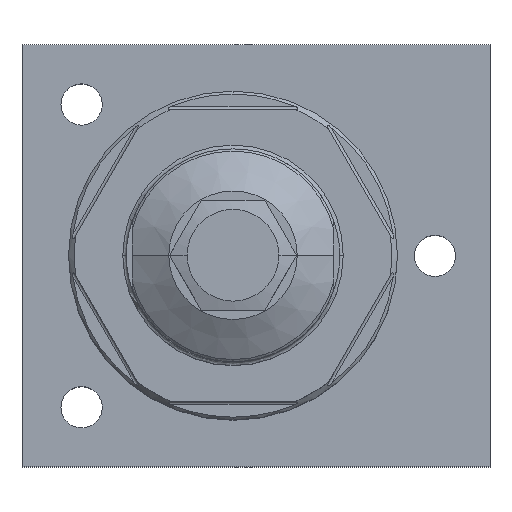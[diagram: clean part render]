
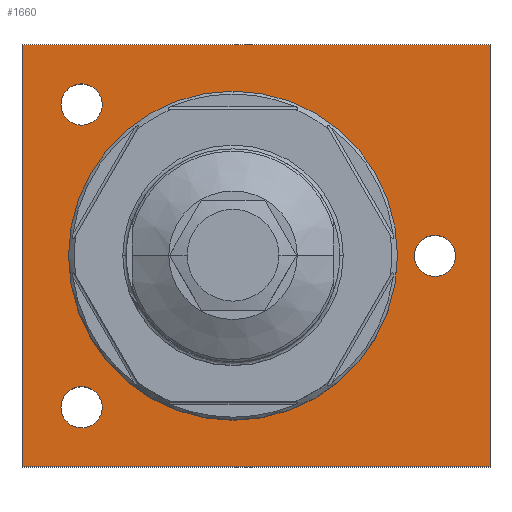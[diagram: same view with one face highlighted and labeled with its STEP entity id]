
A CAD part, top view. The second image highlights one B-rep face of the part: STEP entity #1660.
In plain terms, the highlighted planar face has unit normal (0, 0, 1).
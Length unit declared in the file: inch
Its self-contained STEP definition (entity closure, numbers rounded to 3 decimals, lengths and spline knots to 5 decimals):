
#182=DIRECTION('',(0.,1.,0.));
#183=VECTOR('',#182,2.875);
#184=CARTESIAN_POINT('',(-1.437,-1.4375,0.59));
#185=LINE('',#184,#183);
#186=CARTESIAN_POINT('',(0.,0.,0.59));
#187=DIRECTION('',(0.,0.,1.));
#188=DIRECTION('',(1.,0.,0.));
#189=AXIS2_PLACEMENT_3D('',#186,#187,#188);
#191=CARTESIAN_POINT('',(0.,0.,0.59));
#192=DIRECTION('',(0.,0.,1.));
#193=DIRECTION('',(-1.,0.,0.));
#194=AXIS2_PLACEMENT_3D('',#191,#192,#193);
#196=CARTESIAN_POINT('',(-1.031,-1.031,0.59));
#197=DIRECTION('',(0.,0.,-1.));
#198=DIRECTION('',(-1.,0.,0.));
#199=AXIS2_PLACEMENT_3D('',#196,#197,#198);
#201=CARTESIAN_POINT('',(-1.031,-1.031,0.59));
#202=DIRECTION('',(0.,0.,-1.));
#203=DIRECTION('',(1.,0.,0.));
#204=AXIS2_PLACEMENT_3D('',#201,#202,#203);
#206=CARTESIAN_POINT('',(-1.031,1.031,0.59));
#207=DIRECTION('',(0.,0.,-1.));
#208=DIRECTION('',(-1.,0.,0.));
#209=AXIS2_PLACEMENT_3D('',#206,#207,#208);
#211=CARTESIAN_POINT('',(-1.031,1.031,0.59));
#212=DIRECTION('',(0.,0.,-1.));
#213=DIRECTION('',(1.,0.,0.));
#214=AXIS2_PLACEMENT_3D('',#211,#212,#213);
#216=CARTESIAN_POINT('',(1.375,0.,0.59));
#217=DIRECTION('',(0.,0.,-1.));
#218=DIRECTION('',(-1.,0.,0.));
#219=AXIS2_PLACEMENT_3D('',#216,#217,#218);
#221=CARTESIAN_POINT('',(1.375,0.,0.59));
#222=DIRECTION('',(0.,0.,-1.));
#223=DIRECTION('',(1.,0.,0.));
#224=AXIS2_PLACEMENT_3D('',#221,#222,#223);
#234=DIRECTION('',(1.,0.,0.));
#235=VECTOR('',#234,3.187);
#236=CARTESIAN_POINT('',(-1.437,-1.4375,0.59));
#237=LINE('',#236,#235);
#254=DIRECTION('',(1.,0.,0.));
#255=VECTOR('',#254,3.187);
#256=CARTESIAN_POINT('',(-1.437,1.4375,0.59));
#257=LINE('',#256,#255);
#262=DIRECTION('',(0.,1.,0.));
#263=VECTOR('',#262,2.875);
#264=CARTESIAN_POINT('',(1.75,-1.4375,0.59));
#265=LINE('',#264,#263);
#1419=CARTESIAN_POINT('',(-1.437,-1.4375,0.59));
#1420=VERTEX_POINT('',#1419);
#1421=CARTESIAN_POINT('',(1.75,-1.4375,0.59));
#1422=VERTEX_POINT('',#1421);
#1427=CARTESIAN_POINT('',(-1.437,1.4375,0.59));
#1428=VERTEX_POINT('',#1427);
#1429=CARTESIAN_POINT('',(1.75,1.4375,0.59));
#1430=VERTEX_POINT('',#1429);
#1431=CARTESIAN_POINT('',(1.12,0.,0.59));
#1432=CARTESIAN_POINT('',(-1.12,0.,0.59));
#1433=VERTEX_POINT('',#1431);
#1434=VERTEX_POINT('',#1432);
#1439=CARTESIAN_POINT('',(-1.1715,-1.031,0.59));
#1440=CARTESIAN_POINT('',(-0.8905,-1.031,0.59));
#1441=VERTEX_POINT('',#1439);
#1442=VERTEX_POINT('',#1440);
#1447=CARTESIAN_POINT('',(-1.1715,1.031,0.59));
#1448=CARTESIAN_POINT('',(-0.8905,1.031,0.59));
#1449=VERTEX_POINT('',#1447);
#1450=VERTEX_POINT('',#1448);
#1455=CARTESIAN_POINT('',(1.2345,0.,0.59));
#1456=CARTESIAN_POINT('',(1.5155,0.,0.59));
#1457=VERTEX_POINT('',#1455);
#1458=VERTEX_POINT('',#1456);
#1623=CARTESIAN_POINT('',(-1.437,-1.4375,0.59));
#1624=DIRECTION('',(0.,0.,1.));
#1625=DIRECTION('',(1.,0.,0.));
#1626=AXIS2_PLACEMENT_3D('',#1623,#1624,#1625);
#1627=PLANE('',#1626);
#1629=ORIENTED_EDGE('',*,*,#1628,.F.);
#1631=ORIENTED_EDGE('',*,*,#1630,.T.);
#1633=ORIENTED_EDGE('',*,*,#1632,.T.);
#1635=ORIENTED_EDGE('',*,*,#1634,.F.);
#1636=EDGE_LOOP('',(#1629,#1631,#1633,#1635));
#1637=FACE_OUTER_BOUND('',#1636,.F.);
#1639=ORIENTED_EDGE('',*,*,#1638,.T.);
#1641=ORIENTED_EDGE('',*,*,#1640,.T.);
#1642=EDGE_LOOP('',(#1639,#1641));
#1643=FACE_BOUND('',#1642,.F.);
#1644=ORIENTED_EDGE('',*,*,#1603,.F.);
#1645=ORIENTED_EDGE('',*,*,#1617,.F.);
#1646=EDGE_LOOP('',(#1644,#1645));
#1647=FACE_BOUND('',#1646,.F.);
#1649=ORIENTED_EDGE('',*,*,#1648,.F.);
#1651=ORIENTED_EDGE('',*,*,#1650,.F.);
#1652=EDGE_LOOP('',(#1649,#1651));
#1653=FACE_BOUND('',#1652,.F.);
#1655=ORIENTED_EDGE('',*,*,#1654,.F.);
#1657=ORIENTED_EDGE('',*,*,#1656,.F.);
#1658=EDGE_LOOP('',(#1655,#1657));
#1659=FACE_BOUND('',#1658,.F.);
#1660=ADVANCED_FACE('',(#1637,#1643,#1647,#1653,#1659),#1627,.T.);
#190=CIRCLE('',#189,1.12);
#195=CIRCLE('',#194,1.12);
#200=CIRCLE('',#199,0.1405);
#205=CIRCLE('',#204,0.1405);
#210=CIRCLE('',#209,0.1405);
#215=CIRCLE('',#214,0.1405);
#220=CIRCLE('',#219,0.1405);
#225=CIRCLE('',#224,0.1405);
#1603=EDGE_CURVE('',#1441,#1442,#200,.T.);
#1617=EDGE_CURVE('',#1442,#1441,#205,.T.);
#1628=EDGE_CURVE('',#1420,#1422,#237,.T.);
#1630=EDGE_CURVE('',#1420,#1428,#185,.T.);
#1632=EDGE_CURVE('',#1428,#1430,#257,.T.);
#1634=EDGE_CURVE('',#1422,#1430,#265,.T.);
#1638=EDGE_CURVE('',#1433,#1434,#190,.T.);
#1640=EDGE_CURVE('',#1434,#1433,#195,.T.);
#1648=EDGE_CURVE('',#1449,#1450,#210,.T.);
#1650=EDGE_CURVE('',#1450,#1449,#215,.T.);
#1654=EDGE_CURVE('',#1457,#1458,#220,.T.);
#1656=EDGE_CURVE('',#1458,#1457,#225,.T.);
